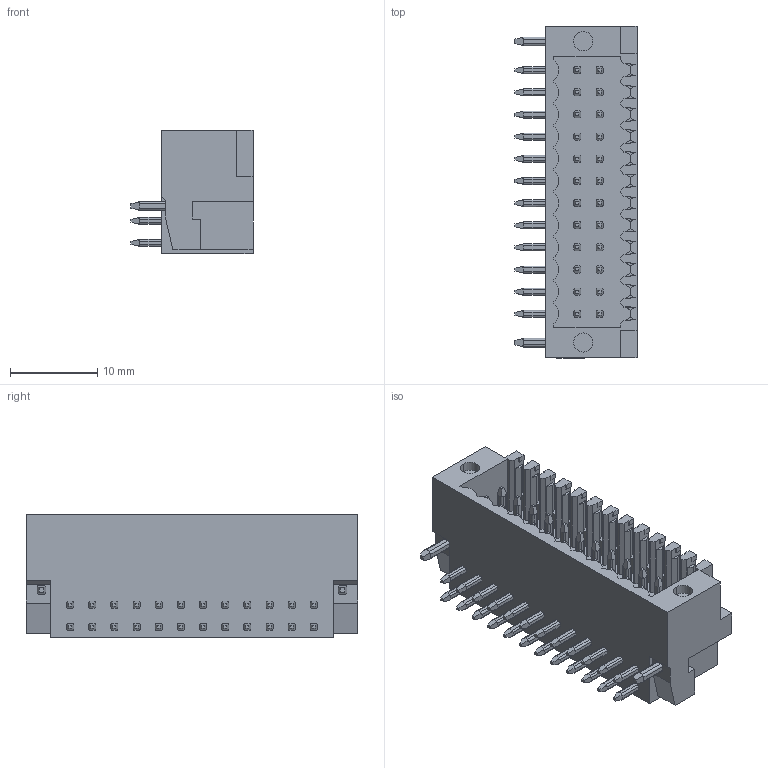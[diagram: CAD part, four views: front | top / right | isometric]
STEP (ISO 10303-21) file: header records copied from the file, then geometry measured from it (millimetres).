
FILE_DESCRIPTION((''),'2;1');
FILE_NAME('TLPHDW-020R','2024-10-17T13:23:35',('tluser'),(''),'CREO PARAMETRIC BY PTC INC, 2018100','CREO PARAMETRIC BY PTC INC, 2018100','');
FILE_SCHEMA(('CONFIG_CONTROL_DESIGN'));
Length unit declared in the file: millimetre
Products named in the file (1): TLPHDW-020R
Bounding box: 14 x 38.04 x 14.2 mm (x, y, z)
Volume: 3667.7 mm3; surface area: 3455.5 mm2
Topology: 1 solids, 1 shells, 986 faces, 2772 edges, 1836 vertices
Faces by surface type: plane 756, cylinder 226, torus 4
Entity records: 32241 total; most frequent: CARTESIAN_POINT 7309, ORIENTED_EDGE 5544, DIRECTION 4568, EDGE_CURVE 2772, VECTOR 2108, LINE 2108, VERTEX_POINT 1836, AXIS2_PLACEMENT_3D 1230
